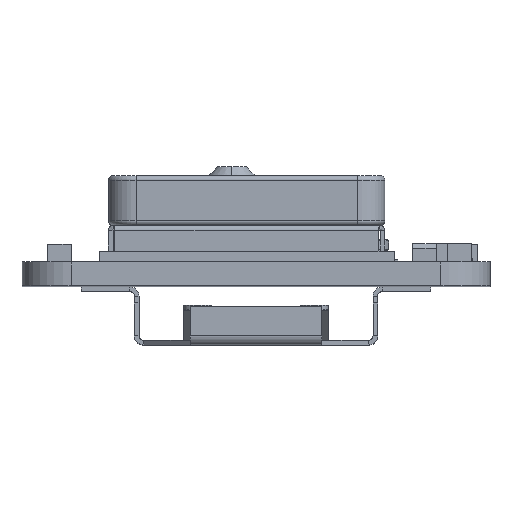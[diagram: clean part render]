
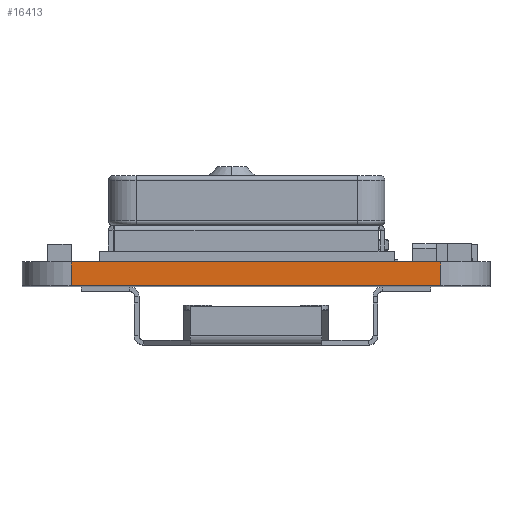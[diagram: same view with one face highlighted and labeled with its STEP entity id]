
A CAD part, top view. The second image highlights one B-rep face of the part: STEP entity #16413.
In plain terms, the highlighted planar face has unit normal (0, 0, 1).
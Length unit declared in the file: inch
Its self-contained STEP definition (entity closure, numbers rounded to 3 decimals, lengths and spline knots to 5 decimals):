
#46 = CARTESIAN_POINT ( 'NONE',  ( 0.395, 0.05118, 0.67 ) ) ;
#1028 = VERTEX_POINT ( 'NONE', #17266 ) ;
#1350 = PLANE ( 'NONE',  #14052 ) ;
#1583 = CARTESIAN_POINT ( 'NONE',  ( -0.395, 0.05118, 0.67 ) ) ;
#2285 = VECTOR ( 'NONE', #3192, 39.37008 ) ;
#2306 = ORIENTED_EDGE ( 'NONE', *, *, #6849, .F. ) ;
#2458 = ORIENTED_EDGE ( 'NONE', *, *, #14009, .T. ) ;
#2471 = CARTESIAN_POINT ( 'NONE',  ( 0.395, 0.05118, 0.67 ) ) ;
#3098 = ORIENTED_EDGE ( 'NONE', *, *, #14453, .T. ) ;
#3192 = DIRECTION ( 'NONE',  ( 0., -1., 0. ) ) ;
#3811 = FACE_OUTER_BOUND ( 'NONE', #4710, .T. ) ;
#3979 = LINE ( 'NONE', #46, #14264 ) ;
#4710 = EDGE_LOOP ( 'NONE', ( #3098, #2306, #5325, #2458 ) ) ;
#5325 = ORIENTED_EDGE ( 'NONE', *, *, #7114, .F. ) ;
#6090 = CARTESIAN_POINT ( 'NONE',  ( -0.395, 0., 0.67 ) ) ;
#6666 = DIRECTION ( 'NONE',  ( 1., 0., 0. ) ) ;
#6849 = EDGE_CURVE ( 'NONE', #18552, #1028, #3979, .T. ) ;
#7114 = EDGE_CURVE ( 'NONE', #7470, #18552, #7801, .T. ) ;
#7406 = LINE ( 'NONE', #1583, #2285 ) ;
#7470 = VERTEX_POINT ( 'NONE', #13764 ) ;
#7801 = LINE ( 'NONE', #13530, #12478 ) ;
#9481 = VECTOR ( 'NONE', #16635, 39.37008 ) ;
#9668 = VERTEX_POINT ( 'NONE', #6090 ) ;
#9687 = DIRECTION ( 'NONE',  ( 0., 0., -1. ) ) ;
#11120 = LINE ( 'NONE', #11208, #9481 ) ;
#11208 = CARTESIAN_POINT ( 'NONE',  ( -0.395, 0., 0.67 ) ) ;
#12478 = VECTOR ( 'NONE', #6666, 39.37008 ) ;
#13530 = CARTESIAN_POINT ( 'NONE',  ( -0.395, 0.05118, 0.67 ) ) ;
#13764 = CARTESIAN_POINT ( 'NONE',  ( -0.395, 0.05118, 0.67 ) ) ;
#14009 = EDGE_CURVE ( 'NONE', #7470, #9668, #7406, .T. ) ;
#14052 = AXIS2_PLACEMENT_3D ( 'NONE', #18248, #9687, #15420 ) ;
#14264 = VECTOR ( 'NONE', #15411, 39.37008 ) ;
#14453 = EDGE_CURVE ( 'NONE', #9668, #1028, #11120, .T. ) ;
#15411 = DIRECTION ( 'NONE',  ( 0., -1., 0. ) ) ;
#15420 = DIRECTION ( 'NONE',  ( -1., 0., 0. ) ) ;
#16413 = ADVANCED_FACE ( 'NONE', ( #3811 ), #1350, .F. ) ;
#16635 = DIRECTION ( 'NONE',  ( 1., 0., 0. ) ) ;
#17266 = CARTESIAN_POINT ( 'NONE',  ( 0.395, 0., 0.67 ) ) ;
#18248 = CARTESIAN_POINT ( 'NONE',  ( -0.395, 0.05118, 0.67 ) ) ;
#18552 = VERTEX_POINT ( 'NONE', #2471 ) ;
